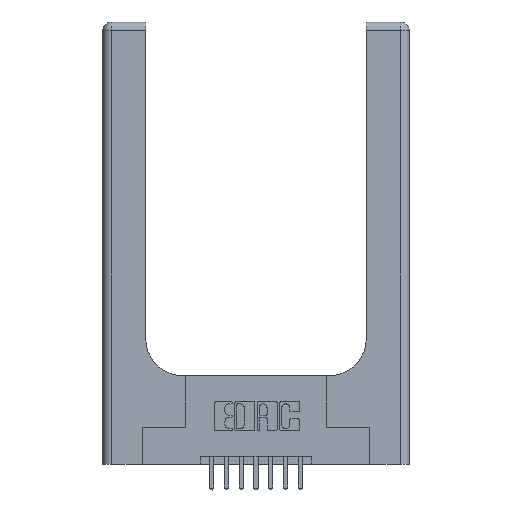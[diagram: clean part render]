
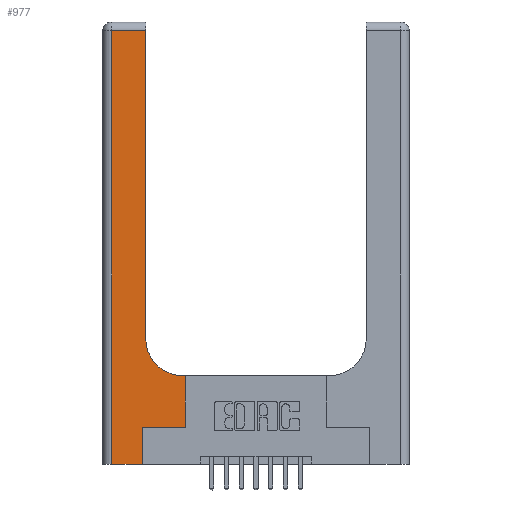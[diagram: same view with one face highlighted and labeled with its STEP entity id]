
A CAD part, top view. The second image highlights one B-rep face of the part: STEP entity #977.
In plain terms, the highlighted planar face has unit normal (0, 0, 1).
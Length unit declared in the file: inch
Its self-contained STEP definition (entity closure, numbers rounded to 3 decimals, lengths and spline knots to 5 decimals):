
#18 = CARTESIAN_POINT ( 'NONE',  ( 0.2915, 0.85, 0.37 ) ) ;
#369 = ORIENTED_EDGE ( 'NONE', *, *, #5131, .T. ) ;
#418 = VECTOR ( 'NONE', #10623, 39.37008 ) ;
#785 = ORIENTED_EDGE ( 'NONE', *, *, #6313, .T. ) ;
#977 = ADVANCED_FACE ( 'NONE', ( #8178 ), #8140, .F. ) ;
#992 = VERTEX_POINT ( 'NONE', #10605 ) ;
#1010 = DIRECTION ( 'NONE',  ( 0., 0., -1. ) ) ;
#1756 = CARTESIAN_POINT ( 'NONE',  ( 0.269, 0., 0.37 ) ) ;
#1850 = VERTEX_POINT ( 'NONE', #7772 ) ;
#1899 = ORIENTED_EDGE ( 'NONE', *, *, #15189, .T. ) ;
#1932 = DIRECTION ( 'NONE',  ( -1., 0., 0. ) ) ;
#2209 = DIRECTION ( 'NONE',  ( 0., 0., -1. ) ) ;
#2212 = LINE ( 'NONE', #12747, #6516 ) ;
#2235 = CARTESIAN_POINT ( 'NONE',  ( 0.06, 3., 0.37 ) ) ;
#3038 = LINE ( 'NONE', #2235, #418 ) ;
#3047 = CARTESIAN_POINT ( 'NONE',  ( 0.5415, 0.6, 0.37 ) ) ;
#3461 = LINE ( 'NONE', #9034, #10402 ) ;
#3959 = VERTEX_POINT ( 'NONE', #1756 ) ;
#4084 = ORIENTED_EDGE ( 'NONE', *, *, #8012, .T. ) ;
#4112 = VECTOR ( 'NONE', #13674, 39.37008 ) ;
#4216 = CARTESIAN_POINT ( 'NONE',  ( 0.06, 2.94, 0.37 ) ) ;
#4338 = DIRECTION ( 'NONE',  ( 1., 0., 0. ) ) ;
#4641 = AXIS2_PLACEMENT_3D ( 'NONE', #6784, #1010, #10439 ) ;
#5131 = EDGE_CURVE ( 'NONE', #12093, #7321, #5622, .T. ) ;
#5622 = LINE ( 'NONE', #11382, #4112 ) ;
#5731 = CARTESIAN_POINT ( 'NONE',  ( 0.5585, 0.6, 0.37 ) ) ;
#6009 = EDGE_CURVE ( 'NONE', #3959, #10698, #14399, .T. ) ;
#6055 = EDGE_CURVE ( 'NONE', #7132, #6195, #12720, .T. ) ;
#6195 = VERTEX_POINT ( 'NONE', #3047 ) ;
#6296 = VECTOR ( 'NONE', #11526, 39.37008 ) ;
#6313 = EDGE_CURVE ( 'NONE', #1850, #3959, #2212, .T. ) ;
#6337 = DIRECTION ( 'NONE',  ( 0., 1., 0. ) ) ;
#6516 = VECTOR ( 'NONE', #9380, 39.37008 ) ;
#6588 = CARTESIAN_POINT ( 'NONE',  ( 0.5585, 0.25, 0.37 ) ) ;
#6783 = CARTESIAN_POINT ( 'NONE',  ( 0.2915, 0.6, 0.37 ) ) ;
#6784 = CARTESIAN_POINT ( 'NONE',  ( 0., 3., 0.37 ) ) ;
#7132 = VERTEX_POINT ( 'NONE', #5731 ) ;
#7239 = ORIENTED_EDGE ( 'NONE', *, *, #8211, .T. ) ;
#7321 = VERTEX_POINT ( 'NONE', #4216 ) ;
#7669 = EDGE_LOOP ( 'NONE', ( #4084, #369, #14831, #785, #13502, #7239, #13651, #9210, #1899 ) ) ;
#7772 = CARTESIAN_POINT ( 'NONE',  ( 0.06, 0., 0.37 ) ) ;
#8012 = EDGE_CURVE ( 'NONE', #15347, #12093, #8697, .T. ) ;
#8140 = PLANE ( 'NONE',  #4641 ) ;
#8178 = FACE_OUTER_BOUND ( 'NONE', #7669, .T. ) ;
#8211 = EDGE_CURVE ( 'NONE', #10698, #992, #3461, .T. ) ;
#8629 = CARTESIAN_POINT ( 'NONE',  ( 0.2915, 3., 0.37 ) ) ;
#8697 = LINE ( 'NONE', #8629, #14726 ) ;
#9034 = CARTESIAN_POINT ( 'NONE',  ( 0.269, 0.25, 0.37 ) ) ;
#9210 = ORIENTED_EDGE ( 'NONE', *, *, #6055, .T. ) ;
#9380 = DIRECTION ( 'NONE',  ( 1., 0., 0. ) ) ;
#10322 = AXIS2_PLACEMENT_3D ( 'NONE', #13057, #2209, #15332 ) ;
#10402 = VECTOR ( 'NONE', #4338, 39.37008 ) ;
#10424 = LINE ( 'NONE', #6588, #6296 ) ;
#10439 = DIRECTION ( 'NONE',  ( -1., 0., 0. ) ) ;
#10605 = CARTESIAN_POINT ( 'NONE',  ( 0.5585, 0.25, 0.37 ) ) ;
#10623 = DIRECTION ( 'NONE',  ( 0., -1., 0. ) ) ;
#10667 = VECTOR ( 'NONE', #1932, 39.37008 ) ;
#10673 = EDGE_CURVE ( 'NONE', #992, #7132, #10424, .T. ) ;
#10698 = VERTEX_POINT ( 'NONE', #12608 ) ;
#11382 = CARTESIAN_POINT ( 'NONE',  ( 0., 2.94, 0.37 ) ) ;
#11430 = DIRECTION ( 'NONE',  ( 0., 1., 0. ) ) ;
#11526 = DIRECTION ( 'NONE',  ( 0., 1., 0. ) ) ;
#11601 = VECTOR ( 'NONE', #11430, 39.37008 ) ;
#12093 = VERTEX_POINT ( 'NONE', #13509 ) ;
#12355 = CARTESIAN_POINT ( 'NONE',  ( 0.269, 0., 0.37 ) ) ;
#12608 = CARTESIAN_POINT ( 'NONE',  ( 0.269, 0.25, 0.37 ) ) ;
#12720 = LINE ( 'NONE', #6783, #10667 ) ;
#12747 = CARTESIAN_POINT ( 'NONE',  ( 0., 0., 0.37 ) ) ;
#12904 = EDGE_CURVE ( 'NONE', #7321, #1850, #3038, .T. ) ;
#13057 = CARTESIAN_POINT ( 'NONE',  ( 0.5415, 0.85, 0.37 ) ) ;
#13109 = CIRCLE ( 'NONE', #10322, 0.25 ) ;
#13502 = ORIENTED_EDGE ( 'NONE', *, *, #6009, .T. ) ;
#13509 = CARTESIAN_POINT ( 'NONE',  ( 0.2915, 2.94, 0.37 ) ) ;
#13651 = ORIENTED_EDGE ( 'NONE', *, *, #10673, .T. ) ;
#13674 = DIRECTION ( 'NONE',  ( -1., 0., 0. ) ) ;
#14399 = LINE ( 'NONE', #12355, #11601 ) ;
#14726 = VECTOR ( 'NONE', #6337, 39.37008 ) ;
#14831 = ORIENTED_EDGE ( 'NONE', *, *, #12904, .T. ) ;
#15189 = EDGE_CURVE ( 'NONE', #6195, #15347, #13109, .T. ) ;
#15332 = DIRECTION ( 'NONE',  ( 1., 0., 0. ) ) ;
#15347 = VERTEX_POINT ( 'NONE', #18 ) ;
